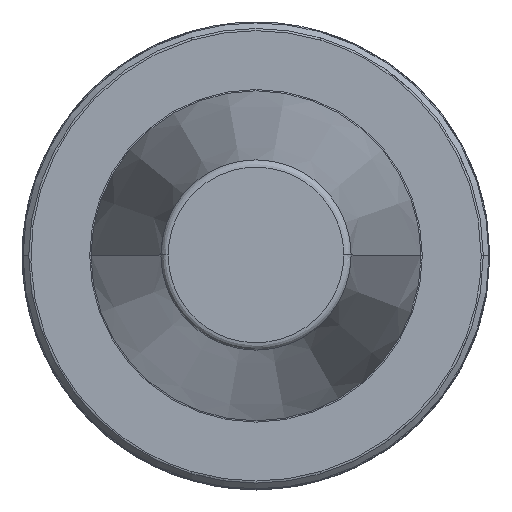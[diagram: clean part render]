
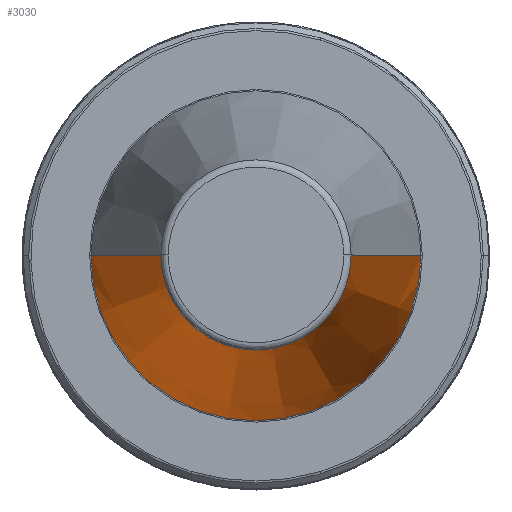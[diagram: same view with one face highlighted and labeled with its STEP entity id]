
A CAD part, top view. The second image highlights one B-rep face of the part: STEP entity #3030.
In plain terms, the highlighted conical face has half-angle 8.297 degrees and reference radius 12.812 mm.
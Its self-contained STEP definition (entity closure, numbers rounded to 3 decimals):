
#379 = CARTESIAN_POINT ( 'NONE',  ( 22.225, 0., 0. ) ) ;
#458 = ORIENTED_EDGE ( 'NONE', *, *, #1029, .F. ) ;
#530 = VERTEX_POINT ( 'NONE', #379 ) ;
#656 = DIRECTION ( 'NONE',  ( 0.144, 0., -0.99 ) ) ;
#729 = AXIS2_PLACEMENT_3D ( 'NONE', #3365, #1155, #2828 ) ;
#753 = VERTEX_POINT ( 'NONE', #3181 ) ;
#831 = CARTESIAN_POINT ( 'NONE',  ( 0., 0., 0. ) ) ;
#846 = EDGE_LOOP ( 'NONE', ( #2101, #458, #929, #3065 ) ) ;
#923 = VERTEX_POINT ( 'NONE', #3134 ) ;
#929 = ORIENTED_EDGE ( 'NONE', *, *, #3422, .T. ) ;
#1029 = EDGE_CURVE ( 'NONE', #753, #923, #2493, .T. ) ;
#1122 = DIRECTION ( 'NONE',  ( 1., 0., 0. ) ) ;
#1155 = DIRECTION ( 'NONE',  ( 0., 0., -1. ) ) ;
#1216 = CARTESIAN_POINT ( 'NONE',  ( 12.812, 0., 64.544 ) ) ;
#1227 = CARTESIAN_POINT ( 'NONE',  ( 0., 0., 64.544 ) ) ;
#1308 = VECTOR ( 'NONE', #2474, 1000. ) ;
#1497 = LINE ( 'NONE', #2193, #1308 ) ;
#1501 = DIRECTION ( 'NONE',  ( -1., 0., 0. ) ) ;
#1756 = EDGE_CURVE ( 'NONE', #923, #530, #1840, .T. ) ;
#1807 = VECTOR ( 'NONE', #656, 1000. ) ;
#1840 = LINE ( 'NONE', #1216, #1807 ) ;
#2101 = ORIENTED_EDGE ( 'NONE', *, *, #1756, .F. ) ;
#2193 = CARTESIAN_POINT ( 'NONE',  ( -12.812, 0., 64.544 ) ) ;
#2468 = CARTESIAN_POINT ( 'NONE',  ( -22.225, 0., 0. ) ) ;
#2474 = DIRECTION ( 'NONE',  ( -0.144, 0., -0.99 ) ) ;
#2493 = CIRCLE ( 'NONE', #2743, 12.812 ) ;
#2697 = EDGE_CURVE ( 'NONE', #2796, #530, #3144, .T. ) ;
#2743 = AXIS2_PLACEMENT_3D ( 'NONE', #1227, #3166, #1501 ) ;
#2781 = DIRECTION ( 'NONE',  ( 0., 0., 1. ) ) ;
#2796 = VERTEX_POINT ( 'NONE', #2468 ) ;
#2828 = DIRECTION ( 'NONE',  ( -1., 0., 0. ) ) ;
#2991 = CONICAL_SURFACE ( 'NONE', #729, 12.812, 0.145 ) ;
#3030 = ADVANCED_FACE ( 'NONE', ( #3046 ), #2991, .T. ) ;
#3046 = FACE_OUTER_BOUND ( 'NONE', #846, .T. ) ;
#3065 = ORIENTED_EDGE ( 'NONE', *, *, #2697, .T. ) ;
#3134 = CARTESIAN_POINT ( 'NONE',  ( 12.812, 0., 64.544 ) ) ;
#3144 = CIRCLE ( 'NONE', #3276, 22.225 ) ;
#3166 = DIRECTION ( 'NONE',  ( 0., 0., 1. ) ) ;
#3181 = CARTESIAN_POINT ( 'NONE',  ( -12.812, 0., 64.544 ) ) ;
#3276 = AXIS2_PLACEMENT_3D ( 'NONE', #831, #2781, #1122 ) ;
#3365 = CARTESIAN_POINT ( 'NONE',  ( 0., 0., 64.544 ) ) ;
#3422 = EDGE_CURVE ( 'NONE', #753, #2796, #1497, .T. ) ;
